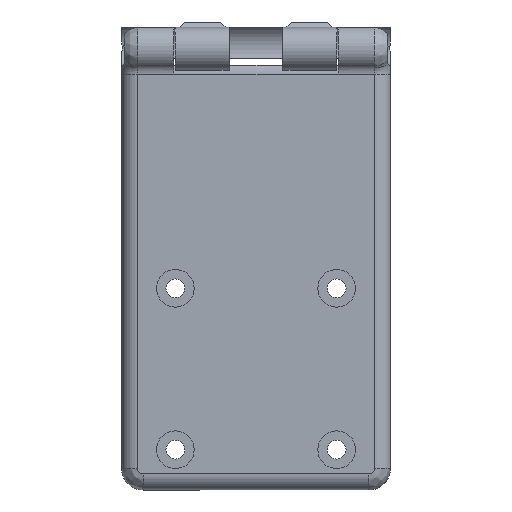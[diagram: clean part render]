
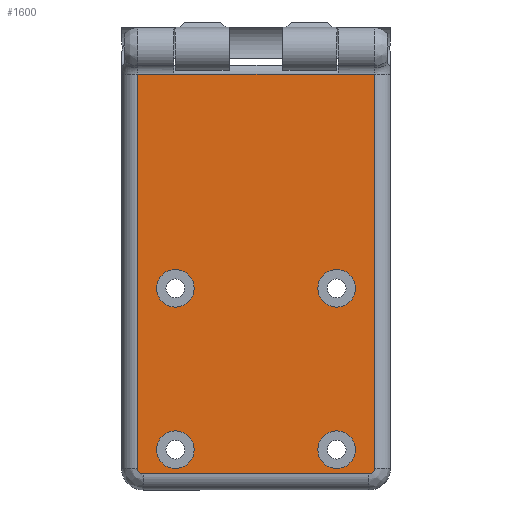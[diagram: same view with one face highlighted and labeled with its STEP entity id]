
A CAD part, front view. The second image highlights one B-rep face of the part: STEP entity #1600.
In plain terms, the highlighted planar face has unit normal (0, -1, 0).
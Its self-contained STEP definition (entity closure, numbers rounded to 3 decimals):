
#32=LINE('',#2616,#129);
#34=LINE('',#2636,#131);
#36=LINE('',#2654,#133);
#46=LINE('',#2715,#143);
#54=LINE('',#2751,#151);
#55=LINE('',#2753,#152);
#56=LINE('',#2755,#153);
#57=LINE('',#2756,#154);
#129=VECTOR('',#2000,10.);
#131=VECTOR('',#2012,10.);
#133=VECTOR('',#2024,10.);
#143=VECTOR('',#2074,10.);
#151=VECTOR('',#2112,10.);
#152=VECTOR('',#2113,10.);
#153=VECTOR('',#2114,10.);
#154=VECTOR('',#2115,10.);
#302=FACE_BOUND('',#460,.T.);
#303=FACE_BOUND('',#461,.T.);
#304=FACE_BOUND('',#462,.T.);
#305=FACE_BOUND('',#463,.T.);
#358=FACE_OUTER_BOUND('',#459,.T.);
#459=EDGE_LOOP('',(#1223,#1224,#1225,#1226,#1227,#1228,#1229,#1230,#1231,
#1232));
#460=EDGE_LOOP('',(#1233));
#461=EDGE_LOOP('',(#1234));
#462=EDGE_LOOP('',(#1235));
#463=EDGE_LOOP('',(#1236));
#578=CIRCLE('',#1734,1.);
#582=CIRCLE('',#1739,1.);
#605=CIRCLE('',#1778,3.5);
#606=CIRCLE('',#1779,3.5);
#607=CIRCLE('',#1780,3.5);
#608=CIRCLE('',#1781,3.5);
#701=VERTEX_POINT('',#2609);
#703=VERTEX_POINT('',#2614);
#705=VERTEX_POINT('',#2628);
#707=VERTEX_POINT('',#2634);
#708=VERTEX_POINT('',#2647);
#709=VERTEX_POINT('',#2652);
#719=VERTEX_POINT('',#2714);
#732=VERTEX_POINT('',#2750);
#733=VERTEX_POINT('',#2752);
#734=VERTEX_POINT('',#2754);
#735=VERTEX_POINT('',#2757);
#736=VERTEX_POINT('',#2759);
#737=VERTEX_POINT('',#2761);
#738=VERTEX_POINT('',#2763);
#868=EDGE_CURVE('',#703,#701,#32,.T.);
#871=EDGE_CURVE('',#705,#703,#578,.T.);
#874=EDGE_CURVE('',#707,#705,#34,.T.);
#877=EDGE_CURVE('',#708,#707,#582,.T.);
#880=EDGE_CURVE('',#709,#708,#36,.T.);
#900=EDGE_CURVE('',#701,#719,#46,.T.);
#918=EDGE_CURVE('',#732,#709,#54,.T.);
#919=EDGE_CURVE('',#732,#733,#55,.T.);
#920=EDGE_CURVE('',#733,#734,#56,.T.);
#921=EDGE_CURVE('',#734,#719,#57,.F.);
#922=EDGE_CURVE('',#735,#735,#605,.T.);
#923=EDGE_CURVE('',#736,#736,#606,.T.);
#924=EDGE_CURVE('',#737,#737,#607,.T.);
#925=EDGE_CURVE('',#738,#738,#608,.T.);
#1223=ORIENTED_EDGE('',*,*,#880,.F.);
#1224=ORIENTED_EDGE('',*,*,#918,.F.);
#1225=ORIENTED_EDGE('',*,*,#919,.T.);
#1226=ORIENTED_EDGE('',*,*,#920,.T.);
#1227=ORIENTED_EDGE('',*,*,#921,.T.);
#1228=ORIENTED_EDGE('',*,*,#900,.F.);
#1229=ORIENTED_EDGE('',*,*,#868,.F.);
#1230=ORIENTED_EDGE('',*,*,#871,.F.);
#1231=ORIENTED_EDGE('',*,*,#874,.F.);
#1232=ORIENTED_EDGE('',*,*,#877,.F.);
#1233=ORIENTED_EDGE('',*,*,#922,.T.);
#1234=ORIENTED_EDGE('',*,*,#923,.T.);
#1235=ORIENTED_EDGE('',*,*,#924,.T.);
#1236=ORIENTED_EDGE('',*,*,#925,.T.);
#1538=PLANE('',#1777);
#1600=ADVANCED_FACE('',(#358,#302,#303,#304,#305),#1538,.F.);
#1734=AXIS2_PLACEMENT_3D('',#2630,#2004,#2005);
#1739=AXIS2_PLACEMENT_3D('',#2649,#2016,#2017);
#1777=AXIS2_PLACEMENT_3D('',#2749,#2110,#2111);
#1778=AXIS2_PLACEMENT_3D('',#2758,#2116,#2117);
#1779=AXIS2_PLACEMENT_3D('',#2760,#2118,#2119);
#1780=AXIS2_PLACEMENT_3D('',#2762,#2120,#2121);
#1781=AXIS2_PLACEMENT_3D('',#2764,#2122,#2123);
#2000=DIRECTION('',(0.,0.,1.));
#2004=DIRECTION('center_axis',(0.,1.,0.));
#2005=DIRECTION('ref_axis',(-0.707,0.,-0.707));
#2012=DIRECTION('',(-1.,0.,0.));
#2016=DIRECTION('center_axis',(0.,1.,0.));
#2017=DIRECTION('ref_axis',(0.707,0.,-0.707));
#2024=DIRECTION('',(0.,0.,-1.));
#2074=DIRECTION('',(1.,0.,0.));
#2110=DIRECTION('center_axis',(0.,1.,0.));
#2111=DIRECTION('ref_axis',(0.,0.,
1.));
#2112=DIRECTION('',(1.,0.,0.));
#2113=DIRECTION('',(0.,0.,1.));
#2114=DIRECTION('',(-1.,0.,0.));
#2115=DIRECTION('',(0.,0.,1.));
#2116=DIRECTION('center_axis',(0.,1.,0.));
#2117=DIRECTION('ref_axis',(1.,0.,0.));
#2118=DIRECTION('center_axis',(0.,1.,0.));
#2119=DIRECTION('ref_axis',(1.,0.,0.));
#2120=DIRECTION('center_axis',(0.,1.,0.));
#2121=DIRECTION('ref_axis',(1.,0.,0.));
#2122=DIRECTION('center_axis',(0.,1.,0.));
#2123=DIRECTION('ref_axis',(1.,0.,0.));
#2609=CARTESIAN_POINT('',(-22.,20.,19.777));
#2614=CARTESIAN_POINT('',(-22.,20.,-53.5));
#2616=CARTESIAN_POINT('',(-22.,20.,0.));
#2628=CARTESIAN_POINT('',(-21.,20.,-54.5));
#2630=CARTESIAN_POINT('Origin',(-21.,20.,-53.5));
#2634=CARTESIAN_POINT('',(21.,20.,-54.5));
#2636=CARTESIAN_POINT('',(50.,20.,-54.5));
#2647=CARTESIAN_POINT('',(22.,20.,-53.5));
#2649=CARTESIAN_POINT('Origin',(21.,20.,-53.5));
#2652=CARTESIAN_POINT('',(22.,20.,19.777));
#2654=CARTESIAN_POINT('',(22.,20.,0.));
#2714=CARTESIAN_POINT('',(-15.25,20.,19.777));
#2715=CARTESIAN_POINT('',(-15.,20.,19.777));
#2749=CARTESIAN_POINT('Origin',(75.,20.,0.));
#2750=CARTESIAN_POINT('',(15.25,20.,19.777));
#2751=CARTESIAN_POINT('',(15.,20.,19.777));
#2752=CARTESIAN_POINT('',(15.25,20.,19.798));
#2753=CARTESIAN_POINT('',(15.25,20.,12.25));
#2754=CARTESIAN_POINT('',(-15.25,20.,19.798));
#2755=CARTESIAN_POINT('',(65.,20.,19.798));
#2756=CARTESIAN_POINT('',(-15.25,20.,12.25));
#2757=CARTESIAN_POINT('',(11.5,20.,-50.01));
#2758=CARTESIAN_POINT('Origin',(15.,20.,-50.01));
#2759=CARTESIAN_POINT('',(11.5,20.,-20.));
#2760=CARTESIAN_POINT('Origin',(15.,20.,-20.));
#2761=CARTESIAN_POINT('',(-18.5,20.,-20.));
#2762=CARTESIAN_POINT('Origin',(-15.,20.,-20.));
#2763=CARTESIAN_POINT('',(-18.5,20.,-50.01));
#2764=CARTESIAN_POINT('Origin',(-15.,20.,-50.01));
